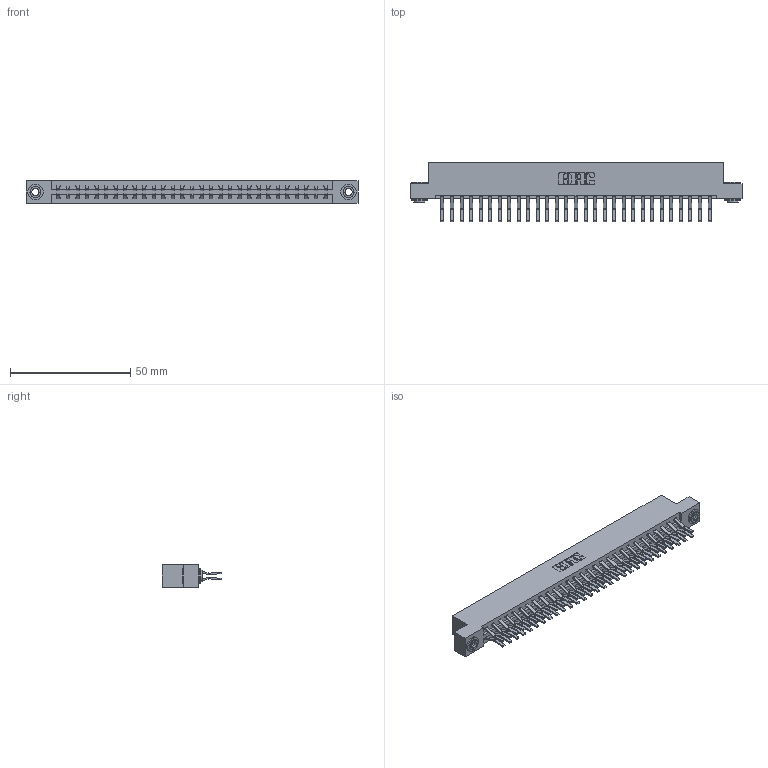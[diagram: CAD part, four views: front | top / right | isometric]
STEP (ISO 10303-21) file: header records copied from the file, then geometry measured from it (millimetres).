
FILE_DESCRIPTION (( 'STEP AP203' ), '1' );
FILE_NAME ('387-058-560-203.STEP', '2018-09-21T02:28:19', ( '' ), ( '' ), 'SwSTEP 2.0', 'SolidWorks 2016', '' );
FILE_SCHEMA (( 'CONFIG_CONTROL_DESIGN' ));
Length unit declared in the file: inch
Products named in the file (4): 337 Part_Flush Mounting Lugs - 0.156 Dia-TH; 345-292-001_560 Tail; 345-250-002_345-250-002-102; 387-058-560-203
Assembly tree (61 placements, depth 2):
  387-058-560-203
    337 Part_Flush Mounting Lugs - 0.156 Dia-TH
    345-292-001_560 Tail  x58
    345-250-002_345-250-002-102  x2
Bounding box: 137.92 x 24.78 x 9.4 mm (x, y, z)
Volume: 14761.8 mm3; surface area: 17886.7 mm2
Topology: 61 solids, 61 shells, 3400 faces, 10073 edges, 6634 vertices
Faces by surface type: plane 2284, cylinder 1108, cone 8
Entity records: 24904 total; most frequent: CARTESIAN_POINT 4181, ORIENTED_EDGE 4110, DIRECTION 3617, EDGE_CURVE 2055, VECTOR 1899, LINE 1899, VERTEX_POINT 1366, AXIS2_PLACEMENT_3D 859
